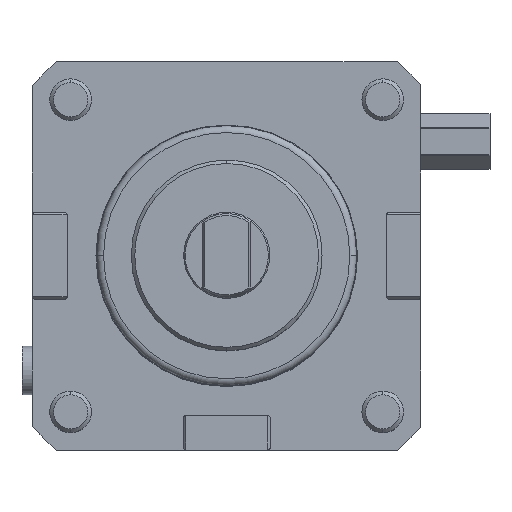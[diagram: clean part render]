
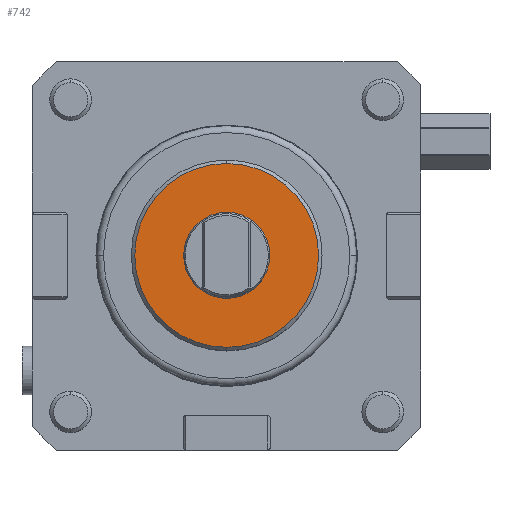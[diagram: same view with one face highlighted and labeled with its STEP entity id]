
A CAD part, top view. The second image highlights one B-rep face of the part: STEP entity #742.
In plain terms, the highlighted planar face has unit normal (0, 0, 1).
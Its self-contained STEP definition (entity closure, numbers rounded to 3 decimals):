
#697=CARTESIAN_POINT('',(0.,13.75,80.));
#698=DIRECTION('',(0.,0.,1.));
#699=DIRECTION('',(1.,-0.,-0.));
#700=AXIS2_PLACEMENT_3D('',#697,#698,#699);
#701=PLANE('',#700);
#702=CARTESIAN_POINT('',(0.,-26.5,80.));
#703=VERTEX_POINT('',#702);
#704=CARTESIAN_POINT('',(0.,26.5,80.));
#705=VERTEX_POINT('',#704);
#706=CARTESIAN_POINT('',(0.,0.,80.));
#707=DIRECTION('',(-0.,-0.,-1.));
#708=DIRECTION('',(-0.,-1.,0.));
#709=AXIS2_PLACEMENT_3D('',#706,#707,#708);
#710=CIRCLE('',#709,26.5);
#711=EDGE_CURVE('',#703,#705,#710,.T.);
#712=ORIENTED_EDGE('',*,*,#711,.F.);
#713=CARTESIAN_POINT('',(0.,0.,80.));
#714=DIRECTION('',(-0.,-0.,-1.));
#715=DIRECTION('',(-0.,-1.,0.));
#716=AXIS2_PLACEMENT_3D('',#713,#714,#715);
#717=CIRCLE('',#716,26.5);
#718=EDGE_CURVE('',#705,#703,#717,.T.);
#719=ORIENTED_EDGE('',*,*,#718,.F.);
#720=EDGE_LOOP('',(#712,#719));
#721=FACE_BOUND('',#720,.T.);
#722=CARTESIAN_POINT('',(-12.4,0.,80.));
#723=VERTEX_POINT('',#722);
#724=CARTESIAN_POINT('',(12.4,0.,80.));
#725=VERTEX_POINT('',#724);
#726=CARTESIAN_POINT('',(0.,0.,80.));
#727=DIRECTION('',(0.,0.,1.));
#728=DIRECTION('',(-1.,0.,0.));
#729=AXIS2_PLACEMENT_3D('',#726,#727,#728);
#730=CIRCLE('',#729,12.4);
#731=EDGE_CURVE('',#723,#725,#730,.T.);
#732=ORIENTED_EDGE('',*,*,#731,.F.);
#733=CARTESIAN_POINT('',(0.,0.,80.));
#734=DIRECTION('',(0.,0.,1.));
#735=DIRECTION('',(-1.,0.,0.));
#736=AXIS2_PLACEMENT_3D('',#733,#734,#735);
#737=CIRCLE('',#736,12.4);
#738=EDGE_CURVE('',#725,#723,#737,.T.);
#739=ORIENTED_EDGE('',*,*,#738,.F.);
#740=EDGE_LOOP('',(#732,#739));
#741=FACE_BOUND('',#740,.T.);
#742=ADVANCED_FACE('',(#721,#741),#701,.T.);
